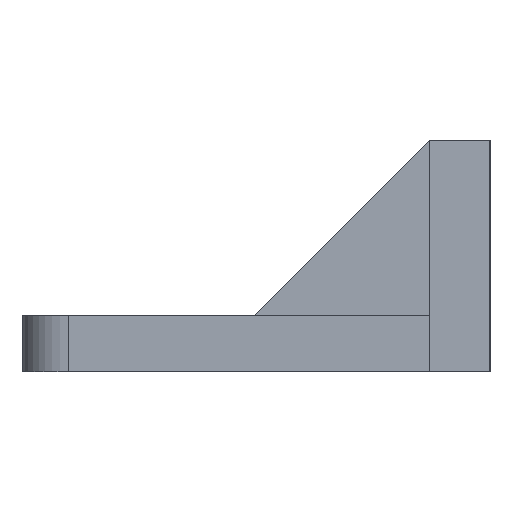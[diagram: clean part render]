
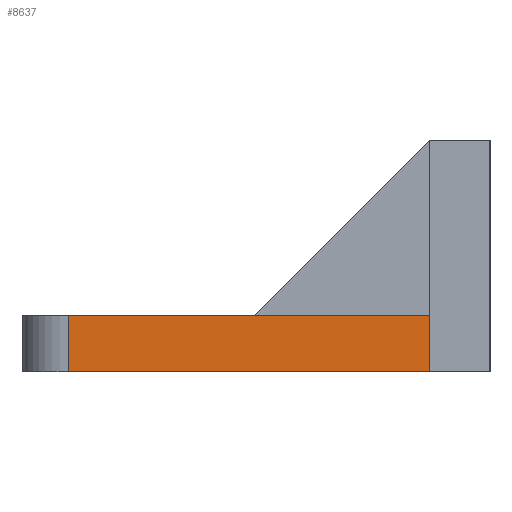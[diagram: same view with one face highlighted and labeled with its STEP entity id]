
A CAD part, left-side view. The second image highlights one B-rep face of the part: STEP entity #8637.
In plain terms, the highlighted planar face has unit normal (-1, 0, 0).
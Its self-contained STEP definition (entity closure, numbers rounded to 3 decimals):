
#8512=CARTESIAN_POINT('',(-49.1,10.379,0.561));
#8513=VERTEX_POINT('',#8512);
#8528=CARTESIAN_POINT('',(-49.1,10.379,6.621));
#8529=VERTEX_POINT('',#8528);
#8536=CARTESIAN_POINT('',(-49.1,10.379,6.621));
#8537=DIRECTION('',(0.,0.,-1.));
#8538=VECTOR('',#8537,6.06);
#8539=LINE('',#8536,#8538);
#8540=EDGE_CURVE('',#8529,#8513,#8539,.T.);
#8607=CARTESIAN_POINT('',(-49.1,31.879,6.621));
#8608=DIRECTION('',(1.,0.,0.));
#8609=DIRECTION('',(0.,0.,-1.));
#8610=AXIS2_PLACEMENT_3D('',#8607,#8608,#8609);
#8611=PLANE('',#8610);
#8612=CARTESIAN_POINT('',(-49.1,49.379,6.621));
#8613=VERTEX_POINT('',#8612);
#8614=CARTESIAN_POINT('',(-49.1,49.379,6.621));
#8615=DIRECTION('',(0.,-1.,0.));
#8616=VECTOR('',#8615,39.);
#8617=LINE('',#8614,#8616);
#8618=EDGE_CURVE('',#8613,#8529,#8617,.T.);
#8619=ORIENTED_EDGE('',*,*,#8618,.F.);
#8620=CARTESIAN_POINT('',(-49.1,49.379,0.561));
#8621=VERTEX_POINT('',#8620);
#8622=CARTESIAN_POINT('',(-49.1,49.379,6.621));
#8623=DIRECTION('',(0.,0.,-1.));
#8624=VECTOR('',#8623,6.06);
#8625=LINE('',#8622,#8624);
#8626=EDGE_CURVE('',#8613,#8621,#8625,.T.);
#8627=ORIENTED_EDGE('',*,*,#8626,.T.);
#8628=CARTESIAN_POINT('',(-49.1,49.379,0.561));
#8629=DIRECTION('',(0.,-1.,0.));
#8630=VECTOR('',#8629,39.);
#8631=LINE('',#8628,#8630);
#8632=EDGE_CURVE('',#8621,#8513,#8631,.T.);
#8633=ORIENTED_EDGE('',*,*,#8632,.T.);
#8634=ORIENTED_EDGE('',*,*,#8540,.F.);
#8635=EDGE_LOOP('',(#8619,#8627,#8633,#8634));
#8636=FACE_BOUND('',#8635,.T.);
#8637=ADVANCED_FACE('',(#8636),#8611,.F.);
